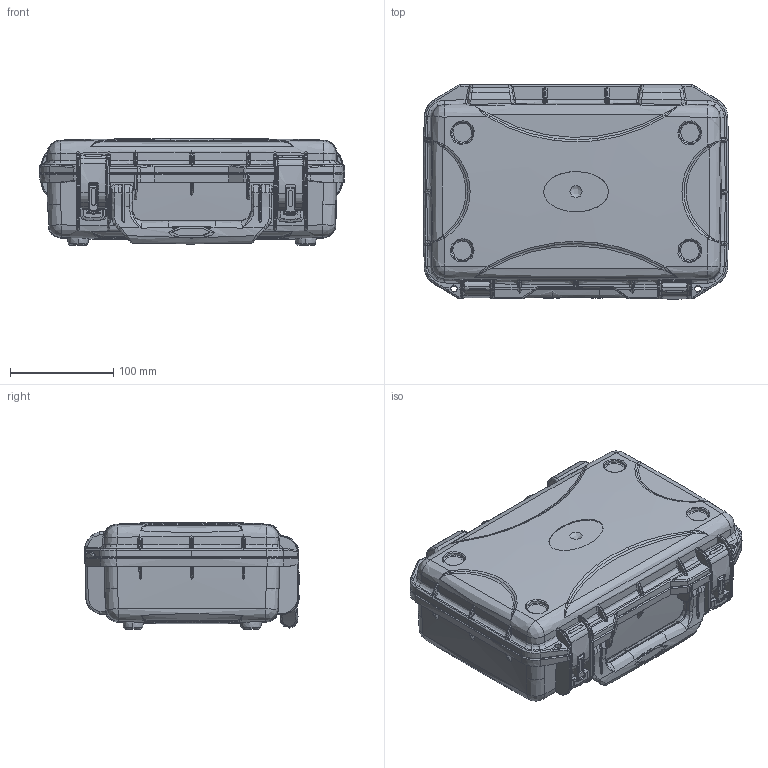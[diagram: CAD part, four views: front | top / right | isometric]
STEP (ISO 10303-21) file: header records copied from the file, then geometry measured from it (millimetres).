
FILE_DESCRIPTION (( 'STEP AP203' ), '1' );
FILE_NAME ('X1004.STEP', '2023-10-15T04:14:36', ( 'admin' ), ( '' ), 'SwSTEP 2.0', 'SolidWorks 2022', '' );
FILE_SCHEMA (( 'CONFIG_CONTROL_DESIGN' ));
Length unit declared in the file: millimetre
Products named in the file (6): X1004-2_默认; X1004; X1004-4_默认; X1004-1_默认; X1004-5_默认; X1004-3_默认
Assembly tree (7 placements, depth 2):
  X1004
    X1004-1_默认
    X1004-2_默认
    X1004-3_默认
    X1004-5_默认  x2
    X1004-4_默认  x2
Bounding box: 295.06 x 207.68 x 103.42 mm (x, y, z)
Volume: 661762.4 mm3; surface area: 452437.8 mm2
Topology: 7 solids, 7 shells, 2890 faces, 7483 edges, 4541 vertices
Faces by surface type: bspline 1461, cylinder 738, plane 541, cone 142, torus 8
Entity records: 171517 total; most frequent: CARTESIAN_POINT 119879, ORIENTED_EDGE 13434, DIRECTION 6850, EDGE_CURVE 6717, VERTEX_POINT 4143, B_SPLINE_CURVE_WITH_KNOTS 3237, EDGE_LOOP 2672, ADVANCED_FACE 2619
